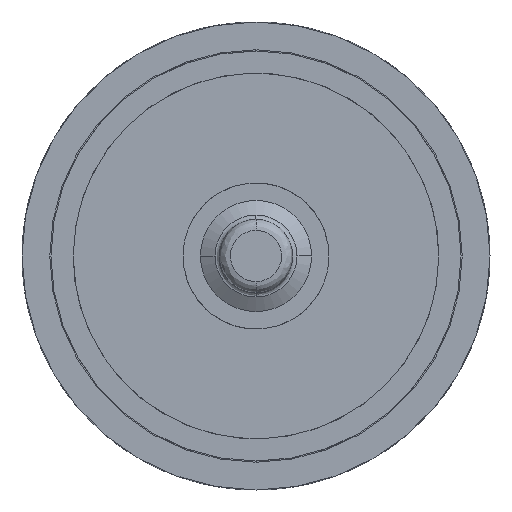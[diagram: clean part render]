
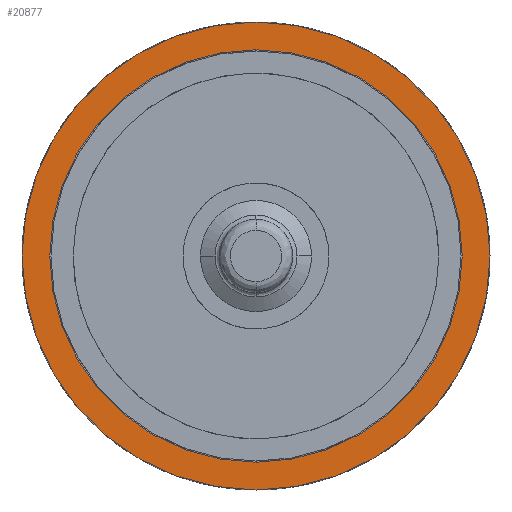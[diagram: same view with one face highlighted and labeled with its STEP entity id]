
A CAD part, front view. The second image highlights one B-rep face of the part: STEP entity #20877.
In plain terms, the highlighted face is planar.
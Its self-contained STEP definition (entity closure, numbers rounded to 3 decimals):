
#1307 = DIRECTION ( 'NONE',  ( -1., 0., 0. ) ) ;
#1460 = AXIS2_PLACEMENT_3D ( 'NONE', #5519, #7288, #1994 ) ;
#1994 = DIRECTION ( 'NONE',  ( -1., 0., 0. ) ) ;
#2161 = AXIS2_PLACEMENT_3D ( 'NONE', #23255, #14440, #1307 ) ;
#2680 = VERTEX_POINT ( 'NONE', #17311 ) ;
#2962 = CARTESIAN_POINT ( 'NONE',  ( 160., 0., -133.1 ) ) ;
#3602 = EDGE_CURVE ( 'NONE', #2680, #6520, #15840, .T. ) ;
#3681 = DIRECTION ( 'NONE',  ( -1., 0., 0. ) ) ;
#4098 = EDGE_CURVE ( 'NONE', #8810, #16516, #20440, .T. ) ;
#4477 = EDGE_LOOP ( 'NONE', ( #18753, #19429 ) ) ;
#5519 = CARTESIAN_POINT ( 'NONE',  ( 0., 0., -133.1 ) ) ;
#6520 = VERTEX_POINT ( 'NONE', #11720 ) ;
#7258 = ORIENTED_EDGE ( 'NONE', *, *, #17543, .T. ) ;
#7288 = DIRECTION ( 'NONE',  ( 0., 0., 1. ) ) ;
#7488 = AXIS2_PLACEMENT_3D ( 'NONE', #8384, #15386, #17412 ) ;
#7771 = CIRCLE ( 'NONE', #12308, 141. ) ;
#8384 = CARTESIAN_POINT ( 'NONE',  ( 0., 0., -133.1 ) ) ;
#8810 = VERTEX_POINT ( 'NONE', #2962 ) ;
#9796 = AXIS2_PLACEMENT_3D ( 'NONE', #12694, #19963, #3681 ) ;
#10109 = DIRECTION ( 'NONE',  ( 0., 0., 1. ) ) ;
#10188 = EDGE_CURVE ( 'NONE', #16516, #8810, #13184, .T. ) ;
#11720 = CARTESIAN_POINT ( 'NONE',  ( -141., 0., -133.1 ) ) ;
#12308 = AXIS2_PLACEMENT_3D ( 'NONE', #22942, #10109, #17342 ) ;
#12694 = CARTESIAN_POINT ( 'NONE',  ( 0., 0., -133.1 ) ) ;
#13184 = CIRCLE ( 'NONE', #7488, 160. ) ;
#13851 = PLANE ( 'NONE',  #2161 ) ;
#13936 = CARTESIAN_POINT ( 'NONE',  ( -160., 0., -133.1 ) ) ;
#14440 = DIRECTION ( 'NONE',  ( 0., 0., -1. ) ) ;
#14772 = EDGE_LOOP ( 'NONE', ( #7258, #22276 ) ) ;
#15386 = DIRECTION ( 'NONE',  ( 0., 0., 1. ) ) ;
#15396 = FACE_OUTER_BOUND ( 'NONE', #4477, .T. ) ;
#15840 = CIRCLE ( 'NONE', #1460, 141. ) ;
#16516 = VERTEX_POINT ( 'NONE', #13936 ) ;
#17311 = CARTESIAN_POINT ( 'NONE',  ( 141., 0., -133.1 ) ) ;
#17342 = DIRECTION ( 'NONE',  ( -1., 0., 0. ) ) ;
#17412 = DIRECTION ( 'NONE',  ( -1., 0., 0. ) ) ;
#17543 = EDGE_CURVE ( 'NONE', #6520, #2680, #7771, .T. ) ;
#18753 = ORIENTED_EDGE ( 'NONE', *, *, #10188, .F. ) ;
#19429 = ORIENTED_EDGE ( 'NONE', *, *, #4098, .F. ) ;
#19963 = DIRECTION ( 'NONE',  ( 0., 0., 1. ) ) ;
#20440 = CIRCLE ( 'NONE', #9796, 160. ) ;
#20877 = ADVANCED_FACE ( 'NONE', ( #22432, #15396 ), #13851, .T. ) ;
#22276 = ORIENTED_EDGE ( 'NONE', *, *, #3602, .T. ) ;
#22432 = FACE_BOUND ( 'NONE', #14772, .T. ) ;
#22942 = CARTESIAN_POINT ( 'NONE',  ( 0., 0., -133.1 ) ) ;
#23255 = CARTESIAN_POINT ( 'NONE',  ( 0., 0., -133.1 ) ) ;
